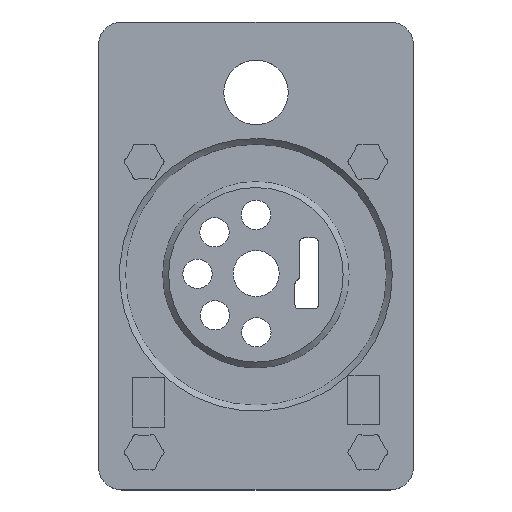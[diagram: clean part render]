
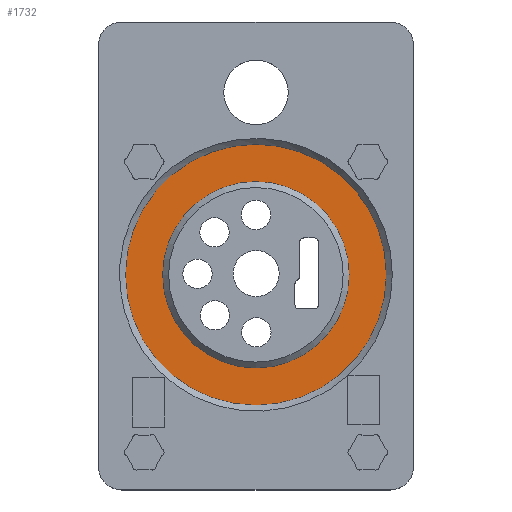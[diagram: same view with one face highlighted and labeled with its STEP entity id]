
A CAD part, top view. The second image highlights one B-rep face of the part: STEP entity #1732.
In plain terms, the highlighted planar face has unit normal (0, 0, 1).
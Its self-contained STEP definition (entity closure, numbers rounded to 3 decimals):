
#24=FACE_BOUND('',#204,.T.);
#42=PLANE('',#1863);
#100=FACE_OUTER_BOUND('',#203,.T.);
#203=EDGE_LOOP('',(#1210));
#204=EDGE_LOOP('',(#1211));
#648=CIRCLE('',#1842,15.875);
#664=CIRCLE('',#1862,22.25);
#737=VERTEX_POINT('',#2574);
#763=VERTEX_POINT('',#2637);
#912=EDGE_CURVE('',#737,#737,#648,.F.);
#941=EDGE_CURVE('',#763,#763,#664,.F.);
#1210=ORIENTED_EDGE('',*,*,#941,.T.);
#1211=ORIENTED_EDGE('',*,*,#912,.T.);
#1732=ADVANCED_FACE('',(#100,#24),#42,.F.);
#1842=AXIS2_PLACEMENT_3D('',#2576,#2039,#2040);
#1862=AXIS2_PLACEMENT_3D('',#2639,#2090,#2091);
#1863=AXIS2_PLACEMENT_3D('',#2640,#2092,#2093);
#2039=DIRECTION('center_axis',(0.,0.,1.));
#2040=DIRECTION('ref_axis',(-1.,0.,0.));
#2090=DIRECTION('center_axis',(0.,0.,-1.));
#2091=DIRECTION('ref_axis',(-1.,0.,0.));
#2092=DIRECTION('center_axis',(0.,0.,-1.));
#2093=DIRECTION('ref_axis',(-1.,0.,0.));
#2574=CARTESIAN_POINT('',(42.714,36.666,-2.2));
#2576=CARTESIAN_POINT('Origin',(26.839,36.666,-2.2));
#2637=CARTESIAN_POINT('',(49.089,36.666,-2.2));
#2639=CARTESIAN_POINT('Origin',(26.839,36.666,-2.2));
#2640=CARTESIAN_POINT('Origin',(26.839,36.666,-2.2));
